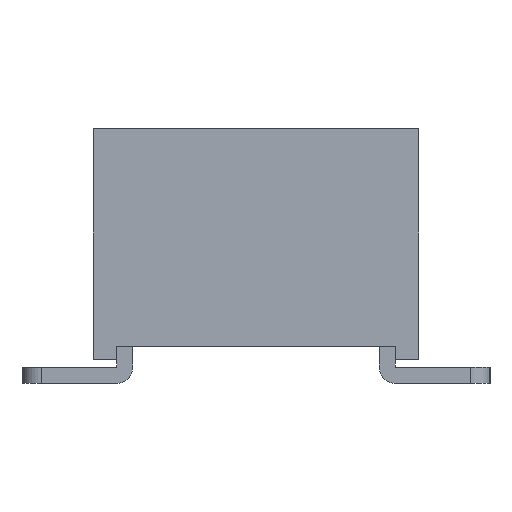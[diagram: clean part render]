
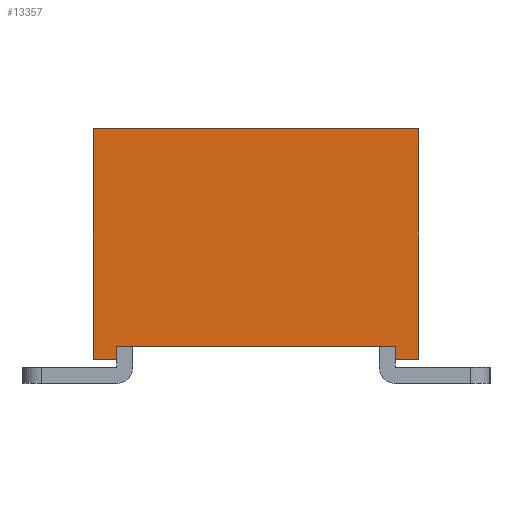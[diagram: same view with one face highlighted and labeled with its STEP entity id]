
A CAD part, left-side view. The second image highlights one B-rep face of the part: STEP entity #13357.
In plain terms, the highlighted planar face has unit normal (-1, 0, 0).
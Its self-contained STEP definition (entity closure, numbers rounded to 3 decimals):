
#818 = VECTOR ( 'NONE', #4595, 1000. ) ;
#1138 = ORIENTED_EDGE ( 'NONE', *, *, #11667, .F. ) ;
#1145 = ORIENTED_EDGE ( 'NONE', *, *, #11614, .F. ) ;
#1146 = ORIENTED_EDGE ( 'NONE', *, *, #11613, .T. ) ;
#1163 = ORIENTED_EDGE ( 'NONE', *, *, #15369, .T. ) ;
#1164 = ORIENTED_EDGE ( 'NONE', *, *, #11633, .F. ) ;
#1165 = ORIENTED_EDGE ( 'NONE', *, *, #11632, .T. ) ;
#1166 = ORIENTED_EDGE ( 'NONE', *, *, #11634, .T. ) ;
#1167 = ORIENTED_EDGE ( 'NONE', *, *, #11615, .T. ) ;
#1286 = EDGE_LOOP ( 'NONE', ( #1163, #1165, #1164, #1166, #1167, #1138, #1145, #1146 ) ) ;
#3306 = CARTESIAN_POINT ( 'NONE',  ( -14.436, -10.193, 0. ) ) ;
#3316 = CARTESIAN_POINT ( 'NONE',  ( -14.436, -10.553, 0. ) ) ;
#4593 = LINE ( 'NONE', #4594, #818 ) ;
#4594 = CARTESIAN_POINT ( 'NONE',  ( -14.436, -10.193, 0. ) ) ;
#4595 = DIRECTION ( 'NONE',  ( 0., -1., 0. ) ) ;
#7108 = LINE ( 'NONE', #7109, #13512 ) ;
#7109 = CARTESIAN_POINT ( 'NONE',  ( -14.436, -10.193, 3.55 ) ) ;
#7110 = DIRECTION ( 'NONE',  ( 0., 0., -1. ) ) ;
#7111 = LINE ( 'NONE', #7112, #13511 ) ;
#7112 = CARTESIAN_POINT ( 'NONE',  ( -14.436, -10.193, 3.55 ) ) ;
#7113 = DIRECTION ( 'NONE',  ( 0., -1., 0. ) ) ;
#7114 = LINE ( 'NONE', #7115, #13513 ) ;
#7115 = CARTESIAN_POINT ( 'NONE',  ( -14.436, -10.193, 0. ) ) ;
#7116 = DIRECTION ( 'NONE',  ( 0., -1., 0. ) ) ;
#7165 = LINE ( 'NONE', #7166, #17274 ) ;
#7166 = CARTESIAN_POINT ( 'NONE',  ( -14.436, -10.553, 3.55 ) ) ;
#7167 = DIRECTION ( 'NONE',  ( 0., 0., 1. ) ) ;
#7168 = LINE ( 'NONE', #7169, #17277 ) ;
#7169 = CARTESIAN_POINT ( 'NONE',  ( -14.436, -10.193, 0.2 ) ) ;
#7170 = DIRECTION ( 'NONE',  ( 0., 1., 0. ) ) ;
#7171 = LINE ( 'NONE', #7172, #17271 ) ;
#7172 = CARTESIAN_POINT ( 'NONE',  ( -14.436, -14.833, 3.55 ) ) ;
#7173 = DIRECTION ( 'NONE',  ( 0., 0., -1. ) ) ;
#9996 = PLANE ( 'NONE',  #18072 ) ;
#9997 = CARTESIAN_POINT ( 'NONE',  ( -14.436, -10.193, 3.55 ) ) ;
#9998 = DIRECTION ( 'NONE',  ( 1., 0., 0. ) ) ;
#9999 = DIRECTION ( 'NONE',  ( 0., 0., -1. ) ) ;
#11254 = VERTEX_POINT ( 'NONE', #13188 ) ;
#11613 = EDGE_CURVE ( 'NONE', #18905, #15629, #7108, .T. ) ;
#11614 = EDGE_CURVE ( 'NONE', #18905, #18915, #7111, .T. ) ;
#11615 = EDGE_CURVE ( 'NONE', #18926, #11254, #7114, .T. ) ;
#11632 = EDGE_CURVE ( 'NONE', #15639, #18901, #7165, .T. ) ;
#11633 = EDGE_CURVE ( 'NONE', #18927, #18901, #7168, .T. ) ;
#11634 = EDGE_CURVE ( 'NONE', #18927, #18926, #7171, .T. ) ;
#11667 = EDGE_CURVE ( 'NONE', #18915, #11254, #16959, .T. ) ;
#13142 = CARTESIAN_POINT ( 'NONE',  ( -14.436, -10.553, 0.2 ) ) ;
#13146 = CARTESIAN_POINT ( 'NONE',  ( -14.436, -10.193, 3.55 ) ) ;
#13156 = CARTESIAN_POINT ( 'NONE',  ( -14.436, -15.193, 3.55 ) ) ;
#13167 = CARTESIAN_POINT ( 'NONE',  ( -14.436, -14.833, 0. ) ) ;
#13168 = CARTESIAN_POINT ( 'NONE',  ( -14.436, -14.833, 0.2 ) ) ;
#13188 = CARTESIAN_POINT ( 'NONE',  ( -14.436, -15.193, 0. ) ) ;
#13357 = ADVANCED_FACE ( 'NONE', ( #18069 ), #9996, .F. ) ;
#13511 = VECTOR ( 'NONE', #7113, 1000. ) ;
#13512 = VECTOR ( 'NONE', #7110, 1000. ) ;
#13513 = VECTOR ( 'NONE', #7116, 1000. ) ;
#15369 = EDGE_CURVE ( 'NONE', #15629, #15639, #4593, .T. ) ;
#15629 = VERTEX_POINT ( 'NONE', #3306 ) ;
#15639 = VERTEX_POINT ( 'NONE', #3316 ) ;
#16959 = LINE ( 'NONE', #16960, #17789 ) ;
#16960 = CARTESIAN_POINT ( 'NONE',  ( -14.436, -15.193, 3.55 ) ) ;
#16961 = DIRECTION ( 'NONE',  ( 0., 0., -1. ) ) ;
#17271 = VECTOR ( 'NONE', #7173, 1000. ) ;
#17274 = VECTOR ( 'NONE', #7167, 1000. ) ;
#17277 = VECTOR ( 'NONE', #7170, 1000. ) ;
#17789 = VECTOR ( 'NONE', #16961, 1000. ) ;
#18069 = FACE_OUTER_BOUND ( 'NONE', #1286, .T. ) ;
#18072 = AXIS2_PLACEMENT_3D ( 'NONE', #9997, #9998, #9999 ) ;
#18901 = VERTEX_POINT ( 'NONE', #13142 ) ;
#18905 = VERTEX_POINT ( 'NONE', #13146 ) ;
#18915 = VERTEX_POINT ( 'NONE', #13156 ) ;
#18926 = VERTEX_POINT ( 'NONE', #13167 ) ;
#18927 = VERTEX_POINT ( 'NONE', #13168 ) ;
